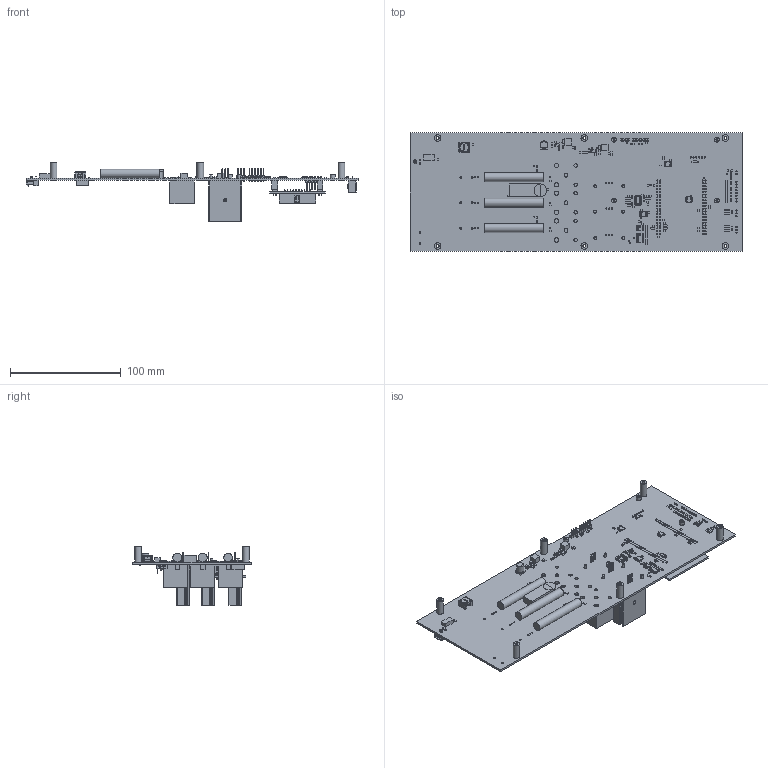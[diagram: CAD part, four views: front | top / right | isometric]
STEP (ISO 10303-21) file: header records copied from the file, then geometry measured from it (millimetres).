
FILE_DESCRIPTION(('Open CASCADE Model'),'2;1');
FILE_NAME('Open CASCADE Shape Model','2017-09-15T10:12:21',('Author'),( 'Open CASCADE'),'Open CASCADE STEP processor 6.8','Open CASCADE 6.8' ,'Unknown');
FILE_SCHEMA(('AUTOMOTIVE_DESIGN { 1 0 10303 214 1 1 1 1 }'));
Length unit declared in the file: millimetre
Products named in the file (349): PCB; Board; R84; 1002531360; Extruded; R83; R82; R81; R74; R73; R72; X13; 1002532176; X11; X10; 1002533128; X9; X8; 901361103; Open CASCADE STEP translator 6.8 1.13.1.1; Open CASCADE STEP translator 6.8 1.13.1.2; R70; 1002531496; R69; R68; R67; R66; 1002531224; D14; 1002531632; C66; 1002531768; C65; C64; C63; C62; R39; R38; R36; R35 ...
Assembly tree (599 placements, depth 6):
  PCB
    Board
    R84
      1002531360
        Extruded
    R83
      1002531360
        Extruded
    R82
      1002531360
        Extruded
    R81
      1002531360
        Extruded
    R74
      1002531360
        Extruded
    R73
      1002531360
        Extruded
    R72
      1002531360
        Extruded
    X13
      1002532176
        Extruded
    X11
      1002532176
        Extruded
    X10
      1002533128
        Extruded
    X9
      1002532176
        Extruded
    X8
      901361103
        Open CASCADE STEP translator 6.8 1.13.1.1
        Open CASCADE STEP translator 6.8 1.13.1.2
    R70
      1002531496
        Extruded
    R69
      1002531496
        Extruded
    R68
      1002531496
        Extruded
    R67
      1002531496
        Extruded
    R66
      1002531224
        Extruded
    D14
      1002531632
        Extruded
    C66
      1002531768
        Extruded
Bounding box: 300 x 107.5 x 53.19 mm (x, y, z)
Volume: 136355.2 mm3; surface area: 129721.6 mm2
Topology: 452 solids, 455 shells, 8299 faces, 19442 edges, 12096 vertices
Faces by surface type: plane 6500, cylinder 1374, torus 155, bspline 134, sphere 118, extrusion 16, cone 2
Full cylindrical faces by diameter (mm): 0.13 x206, 0.5 x1, 0.562 x1, 0.7 x1, 0.89 x15, 1 x90, 1.07 x8, 1.1 x30, 1.567 x4, 1.7 x8, 1.8 x14, 2.459 x6, 2.7 x6, 2.8 x4, 3 x11, 3.5 x3, 4 x6, 4.2 x6, 4.35 x4, 4.4 x6, 5.688 x1, 6 x6, 6.5 x1, 7.9 x3, 11.44 x1
Entity records: 197449 total; most frequent: CARTESIAN_POINT 49288, ORIENTED_EDGE 24067, DIRECTION 23973, EDGE_CURVE 12036, VECTOR 9719, LINE 9703, VERTEX_POINT 7356, AXIS2_PLACEMENT_3D 7127
